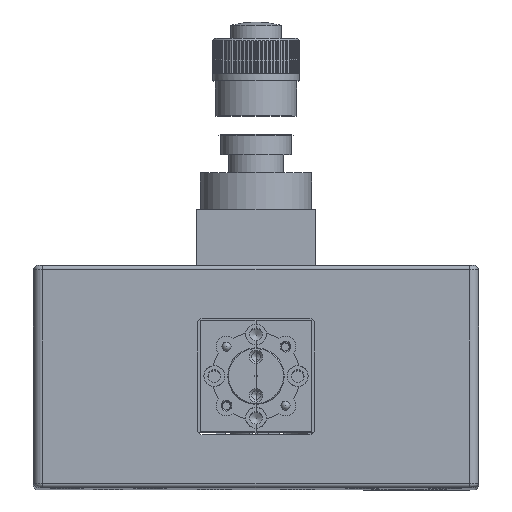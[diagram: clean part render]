
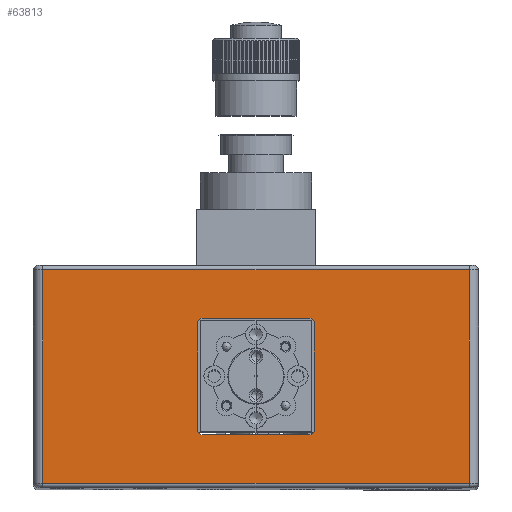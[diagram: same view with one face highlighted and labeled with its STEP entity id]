
A CAD part, top view. The second image highlights one B-rep face of the part: STEP entity #63813.
In plain terms, the highlighted planar face has unit normal (0, 0, 1).
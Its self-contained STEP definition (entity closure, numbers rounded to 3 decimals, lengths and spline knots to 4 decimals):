
#820=FACE_BOUND('',#9799,.T.);
#4010=PLANE('',#67513);
#6235=FACE_OUTER_BOUND('',#9798,.T.);
#9798=EDGE_LOOP('',(#45148,#45149,#45150,#45151));
#9799=EDGE_LOOP('',(#45152,#45153,#45154,#45155,#45156,#45157,#45158,#45159));
#13230=CIRCLE('',#67514,0.0313);
#13231=CIRCLE('',#67515,0.0313);
#13232=CIRCLE('',#67516,0.0312);
#13233=CIRCLE('',#67517,0.0313);
#15675=LINE('',#92967,#21315);
#15686=LINE('',#93083,#21326);
#15687=LINE('',#93086,#21327);
#15688=LINE('',#93087,#21328);
#15689=LINE('',#93090,#21329);
#15690=LINE('',#93094,#21330);
#15691=LINE('',#93098,#21331);
#15692=LINE('',#93102,#21332);
#21315=VECTOR('',#74085,0.3937);
#21326=VECTOR('',#74174,0.3937);
#21327=VECTOR('',#74177,0.3937);
#21328=VECTOR('',#74178,0.3937);
#21329=VECTOR('',#74179,0.3937);
#21330=VECTOR('',#74182,0.3937);
#21331=VECTOR('',#74185,0.3937);
#21332=VECTOR('',#74188,0.3937);
#27122=VERTEX_POINT('',#92961);
#27123=VERTEX_POINT('',#92965);
#27162=VERTEX_POINT('',#93081);
#27163=VERTEX_POINT('',#93085);
#27164=VERTEX_POINT('',#93088);
#27165=VERTEX_POINT('',#93089);
#27166=VERTEX_POINT('',#93091);
#27167=VERTEX_POINT('',#93093);
#27168=VERTEX_POINT('',#93095);
#27169=VERTEX_POINT('',#93097);
#27170=VERTEX_POINT('',#93099);
#27171=VERTEX_POINT('',#93101);
#33856=EDGE_CURVE('',#27123,#27122,#15675,.T.);
#33902=EDGE_CURVE('',#27162,#27122,#15686,.T.);
#33903=EDGE_CURVE('',#27162,#27163,#15687,.T.);
#33904=EDGE_CURVE('',#27163,#27123,#15688,.T.);
#33905=EDGE_CURVE('',#27164,#27165,#15689,.T.);
#33906=EDGE_CURVE('',#27165,#27166,#13230,.T.);
#33907=EDGE_CURVE('',#27166,#27167,#15690,.T.);
#33908=EDGE_CURVE('',#27167,#27168,#13231,.T.);
#33909=EDGE_CURVE('',#27168,#27169,#15691,.T.);
#33910=EDGE_CURVE('',#27169,#27170,#13232,.T.);
#33911=EDGE_CURVE('',#27170,#27171,#15692,.T.);
#33912=EDGE_CURVE('',#27171,#27164,#13233,.T.);
#45148=ORIENTED_EDGE('',*,*,#33903,.F.);
#45149=ORIENTED_EDGE('',*,*,#33902,.T.);
#45150=ORIENTED_EDGE('',*,*,#33856,.F.);
#45151=ORIENTED_EDGE('',*,*,#33904,.F.);
#45152=ORIENTED_EDGE('',*,*,#33905,.T.);
#45153=ORIENTED_EDGE('',*,*,#33906,.T.);
#45154=ORIENTED_EDGE('',*,*,#33907,.T.);
#45155=ORIENTED_EDGE('',*,*,#33908,.T.);
#45156=ORIENTED_EDGE('',*,*,#33909,.T.);
#45157=ORIENTED_EDGE('',*,*,#33910,.T.);
#45158=ORIENTED_EDGE('',*,*,#33911,.T.);
#45159=ORIENTED_EDGE('',*,*,#33912,.T.);
#63813=ADVANCED_FACE('',(#6235,#820),#4010,.T.);
#67513=AXIS2_PLACEMENT_3D('',#93084,#74175,#74176);
#67514=AXIS2_PLACEMENT_3D('',#93092,#74180,#74181);
#67515=AXIS2_PLACEMENT_3D('',#93096,#74183,#74184);
#67516=AXIS2_PLACEMENT_3D('',#93100,#74186,#74187);
#67517=AXIS2_PLACEMENT_3D('',#93103,#74189,#74190);
#74085=DIRECTION('',(1.,0.,0.));
#74174=DIRECTION('',(0.,1.,0.));
#74175=DIRECTION('center_axis',(0.,0.,
1.));
#74176=DIRECTION('ref_axis',(1.,0.,0.));
#74177=DIRECTION('',(-1.,0.,0.));
#74178=DIRECTION('',(0.,1.,0.));
#74179=DIRECTION('',(0.,1.,0.));
#74180=DIRECTION('center_axis',(0.,0.,
-1.));
#74181=DIRECTION('ref_axis',(0.,1.,0.));
#74182=DIRECTION('',(1.,0.,0.));
#74183=DIRECTION('center_axis',(0.,0.,
-1.));
#74184=DIRECTION('ref_axis',(1.,0.,0.));
#74185=DIRECTION('',(0.,-1.,0.));
#74186=DIRECTION('center_axis',(0.,0.,
-1.));
#74187=DIRECTION('ref_axis',(0.,-1.,0.));
#74188=DIRECTION('',(-1.,0.,0.));
#74189=DIRECTION('center_axis',(0.,0.,
-1.));
#74190=DIRECTION('ref_axis',(-1.,0.,0.));
#92961=CARTESIAN_POINT('',(-0.2428,1.4688,0.024));
#92965=CARTESIAN_POINT('',(-3.1178,1.4688,0.024));
#92967=CARTESIAN_POINT('',(-2.3991,1.4688,0.024));
#93081=CARTESIAN_POINT('',(-0.2428,0.0312,0.024));
#93083=CARTESIAN_POINT('',(-0.2428,0.,0.024));
#93084=CARTESIAN_POINT('Origin',(-3.1178,0.,
0.024));
#93085=CARTESIAN_POINT('',(-3.1178,0.0313,0.024));
#93086=CARTESIAN_POINT('',(-2.3991,0.0313,0.024));
#93087=CARTESIAN_POINT('',(-3.1178,0.,0.024));
#93088=CARTESIAN_POINT('',(-2.0728,0.3888,0.024));
#93089=CARTESIAN_POINT('',(-2.0728,1.1113,0.024));
#93090=CARTESIAN_POINT('',(-2.0728,0.1944,0.024));
#93091=CARTESIAN_POINT('',(-2.0416,1.1425,0.024));
#93092=CARTESIAN_POINT('Origin',(-2.0416,1.1113,0.024));
#93093=CARTESIAN_POINT('',(-1.3191,1.1425,0.024));
#93094=CARTESIAN_POINT('',(-2.5797,1.1425,0.024));
#93095=CARTESIAN_POINT('',(-1.2878,1.1113,0.024));
#93096=CARTESIAN_POINT('Origin',(-1.3191,1.1113,0.024));
#93097=CARTESIAN_POINT('',(-1.2878,0.3888,0.024));
#93098=CARTESIAN_POINT('',(-1.2878,0.5556,0.024));
#93099=CARTESIAN_POINT('',(-1.3191,0.3575,0.024));
#93100=CARTESIAN_POINT('Origin',(-1.3191,0.3888,0.024));
#93101=CARTESIAN_POINT('',(-2.0416,0.3575,0.024));
#93102=CARTESIAN_POINT('',(-2.2184,0.3575,0.024));
#93103=CARTESIAN_POINT('Origin',(-2.0416,0.3888,0.024));
